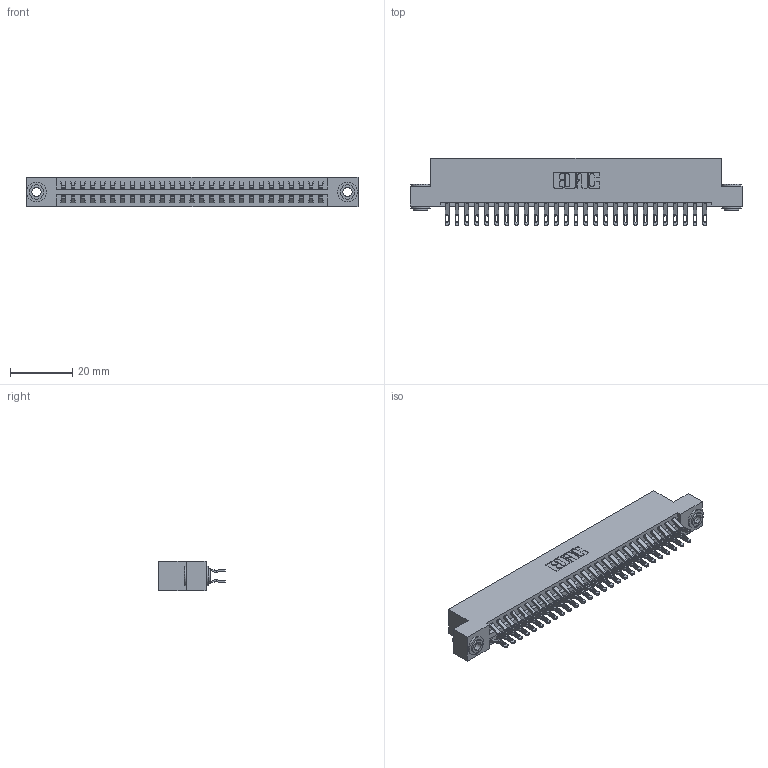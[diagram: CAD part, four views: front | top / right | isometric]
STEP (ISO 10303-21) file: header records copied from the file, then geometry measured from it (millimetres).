
FILE_DESCRIPTION (( 'STEP AP203' ), '1' );
FILE_NAME ('396-054-555-203.STEP', '2019-10-30T14:27:02', ( '' ), ( '' ), 'SwSTEP 2.0', 'SolidWorks 2016', '' );
FILE_SCHEMA (( 'CONFIG_CONTROL_DESIGN' ));
Length unit declared in the file: inch
Products named in the file (4): 396-054-555-203; 345-292-001_555 Tail; 345-250-002_345-250-002-102; 346 Part_Flush Mounting Lugs - 0.156 Dia-TH
Assembly tree (57 placements, depth 2):
  396-054-555-203
    346 Part_Flush Mounting Lugs - 0.156 Dia-TH
    345-292-001_555 Tail  x54
    345-250-002_345-250-002-102  x2
Bounding box: 106.3 x 21.46 x 9.4 mm (x, y, z)
Volume: 10425 mm3; surface area: 14866.6 mm2
Topology: 57 solids, 57 shells, 3292 faces, 10287 edges, 6854 vertices
Faces by surface type: plane 1868, cylinder 1416, cone 8
Entity records: 20616 total; most frequent: CARTESIAN_POINT 3429, ORIENTED_EDGE 3326, DIRECTION 3073, EDGE_CURVE 1663, VECTOR 1379, LINE 1379, VERTEX_POINT 1106, AXIS2_PLACEMENT_3D 847
